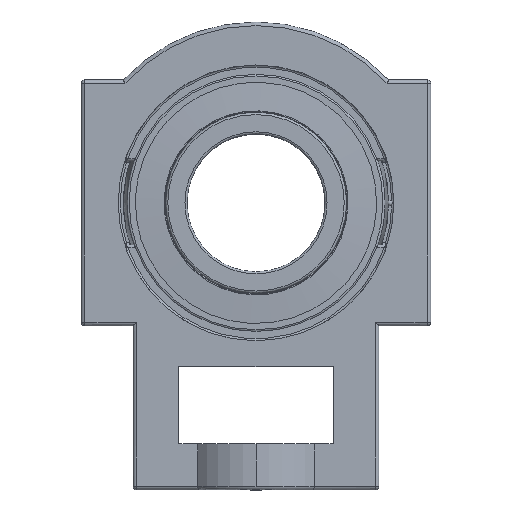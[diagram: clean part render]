
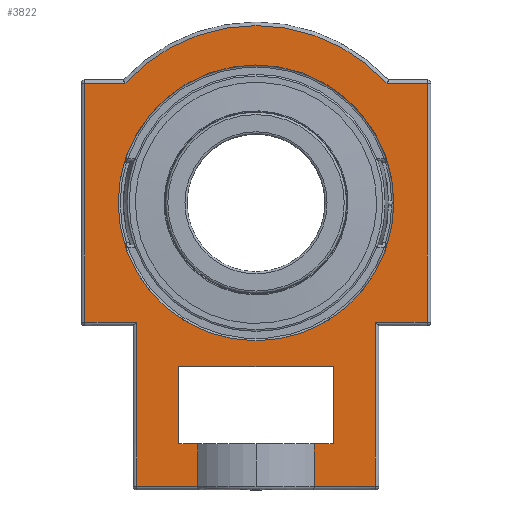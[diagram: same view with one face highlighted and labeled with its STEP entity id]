
A CAD part, top view. The second image highlights one B-rep face of the part: STEP entity #3822.
In plain terms, the highlighted planar face has unit normal (0, 0, 1).
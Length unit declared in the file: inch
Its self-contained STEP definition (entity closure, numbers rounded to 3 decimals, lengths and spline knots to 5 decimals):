
#2124=CARTESIAN_POINT('',(-0.,-2.25138,0.82677));
#2125=VERTEX_POINT('',#2124);
#2132=CARTESIAN_POINT('',(0.,0.,0.82677));
#2133=DIRECTION('',(0.,0.,-1.));
#2134=DIRECTION('',(0.,1.,0.));
#2135=AXIS2_PLACEMENT_3D('',#2132,#2133,#2134);
#2136=CIRCLE('',#2135,2.25138);
#2137=EDGE_CURVE('',#2125,#2125,#2136,.T.);
#2221=CARTESIAN_POINT('',(-2.79528,1.94882,0.82677));
#2222=VERTEX_POINT('',#2221);
#2247=CARTESIAN_POINT('',(2.79528,1.94882,0.82677));
#2248=VERTEX_POINT('',#2247);
#2291=CARTESIAN_POINT('',(-2.79528,-1.94882,0.82677));
#2292=VERTEX_POINT('',#2291);
#2317=CARTESIAN_POINT('',(2.79528,-1.94882,0.82677));
#2318=VERTEX_POINT('',#2317);
#2359=CARTESIAN_POINT('',(1.94882,-1.94882,0.82677));
#2360=VERTEX_POINT('',#2359);
#2361=CARTESIAN_POINT('',(1.45776,-1.94882,0.82677));
#2362=DIRECTION('',(-1.,0.,0.));
#2363=VECTOR('',#2362,0.33325);
#2364=LINE('',#2361,#2363);
#2365=EDGE_CURVE('',#2318,#2360,#2364,.T.);
#2382=CARTESIAN_POINT('',(-1.94882,-4.62598,0.82677));
#2383=VERTEX_POINT('',#2382);
#2417=CARTESIAN_POINT('',(1.94882,-4.62598,0.82677));
#2418=VERTEX_POINT('',#2417);
#3187=CARTESIAN_POINT('',(0.95061,-4.62598,0.82677));
#3188=VERTEX_POINT('',#3187);
#3189=CARTESIAN_POINT('',(0.08318,-4.62598,0.82677));
#3190=DIRECTION('',(-1.,0.,0.));
#3191=VECTOR('',#3190,0.393);
#3192=LINE('',#3189,#3191);
#3193=EDGE_CURVE('',#2418,#3188,#3192,.T.);
#3220=CARTESIAN_POINT('',(1.94882,-2.14397,0.82677));
#3221=DIRECTION('',(0.,-1.,0.));
#3222=VECTOR('',#3221,1.054);
#3223=LINE('',#3220,#3222);
#3224=EDGE_CURVE('',#2360,#2418,#3223,.T.);
#3275=CARTESIAN_POINT('',(-1.94882,-1.94882,0.82677));
#3276=VERTEX_POINT('',#3275);
#3277=CARTESIAN_POINT('',(-1.94882,-3.19797,0.82677));
#3278=DIRECTION('',(0.,1.,0.));
#3279=VECTOR('',#3278,1.054);
#3280=LINE('',#3277,#3279);
#3281=EDGE_CURVE('',#2383,#3276,#3280,.T.);
#3298=CARTESIAN_POINT('',(-0.95061,-4.62598,0.82677));
#3299=VERTEX_POINT('',#3298);
#3300=CARTESIAN_POINT('',(-1.05832,-4.62598,0.82677));
#3301=DIRECTION('',(-1.,0.,0.));
#3302=VECTOR('',#3301,0.393);
#3303=LINE('',#3300,#3302);
#3304=EDGE_CURVE('',#3299,#2383,#3303,.T.);
#3373=CARTESIAN_POINT('',(-1.88397,-1.94882,0.82677));
#3374=DIRECTION('',(-1.,0.,0.));
#3375=VECTOR('',#3374,0.33325);
#3376=LINE('',#3373,#3375);
#3377=EDGE_CURVE('',#3276,#2292,#3376,.T.);
#3435=CARTESIAN_POINT('',(2.79528,0.40501,0.82677));
#3436=DIRECTION('',(0.,-1.,0.));
#3437=VECTOR('',#3436,1.5345);
#3438=LINE('',#3435,#3437);
#3439=EDGE_CURVE('',#2248,#2318,#3438,.T.);
#3489=CARTESIAN_POINT('',(-2.79528,-1.12949,0.82677));
#3490=DIRECTION('',(0.,1.,0.));
#3491=VECTOR('',#3490,1.5345);
#3492=LINE('',#3489,#3491);
#3493=EDGE_CURVE('',#2292,#2222,#3492,.T.);
#3535=CARTESIAN_POINT('',(2.13907,1.94882,0.82677));
#3536=VERTEX_POINT('',#3535);
#3537=CARTESIAN_POINT('',(1.22323,1.94882,0.82677));
#3538=DIRECTION('',(1.,0.,-0.));
#3539=VECTOR('',#3538,0.25835);
#3540=LINE('',#3537,#3539);
#3541=EDGE_CURVE('',#3536,#2248,#3540,.T.);
#3618=CARTESIAN_POINT('',(-2.13907,1.94882,0.82677));
#3619=VERTEX_POINT('',#3618);
#3620=CARTESIAN_POINT('',(-2.24103,1.94882,0.82677));
#3621=DIRECTION('',(1.,0.,-0.));
#3622=VECTOR('',#3621,0.25835);
#3623=LINE('',#3620,#3622);
#3624=EDGE_CURVE('',#2222,#3619,#3623,.T.);
#3651=CARTESIAN_POINT('',(0.,0.,0.82677));
#3652=DIRECTION('',(0.,0.,-1.));
#3653=DIRECTION('',(0.,1.,0.));
#3654=AXIS2_PLACEMENT_3D('',#3651,#3652,#3653);
#3655=CIRCLE('',#3654,2.8937);
#3656=EDGE_CURVE('',#3619,#3536,#3655,.T.);
#3747=CARTESIAN_POINT('',(-1.2526,-1.19493,0.82677));
#3748=DIRECTION('',(0.,0.,1.));
#3749=DIRECTION('',(1.,0.,0.));
#3750=AXIS2_PLACEMENT_3D('',#3747,#3748,#3749);
#3751=PLANE('',#3750);
#3752=ORIENTED_EDGE('',*,*,#3193,.F.);
#3753=ORIENTED_EDGE('',*,*,#3224,.F.);
#3754=ORIENTED_EDGE('',*,*,#2365,.F.);
#3755=ORIENTED_EDGE('',*,*,#3439,.F.);
#3756=ORIENTED_EDGE('',*,*,#3541,.F.);
#3757=ORIENTED_EDGE('',*,*,#3656,.F.);
#3758=ORIENTED_EDGE('',*,*,#3624,.F.);
#3759=ORIENTED_EDGE('',*,*,#3493,.F.);
#3760=ORIENTED_EDGE('',*,*,#3377,.F.);
#3761=ORIENTED_EDGE('',*,*,#3281,.F.);
#3762=ORIENTED_EDGE('',*,*,#3304,.F.);
#3763=CARTESIAN_POINT('',(-0.95061,-3.93701,0.82677));
#3764=VERTEX_POINT('',#3763);
#3765=CARTESIAN_POINT('',(-0.95061,-4.43502,0.82677));
#3766=DIRECTION('',(0.,1.,0.));
#3767=VECTOR('',#3766,0.27125);
#3768=LINE('',#3765,#3767);
#3769=EDGE_CURVE('',#3299,#3764,#3768,.T.);
#3770=ORIENTED_EDGE('',*,*,#3769,.T.);
#3771=CARTESIAN_POINT('',(-1.25984,-3.93701,0.82677));
#3772=VERTEX_POINT('',#3771);
#3773=CARTESIAN_POINT('',(-1.25984,-3.93701,0.82677));
#3774=DIRECTION('',(1.,0.,-0.));
#3775=VECTOR('',#3774,0.12175);
#3776=LINE('',#3773,#3775);
#3777=EDGE_CURVE('',#3772,#3764,#3776,.T.);
#3778=ORIENTED_EDGE('',*,*,#3777,.F.);
#3779=CARTESIAN_POINT('',(-1.25984,-2.67717,0.82677));
#3780=VERTEX_POINT('',#3779);
#3781=CARTESIAN_POINT('',(-1.25984,-2.67717,0.82677));
#3782=DIRECTION('',(0.,-1.,0.));
#3783=VECTOR('',#3782,0.496);
#3784=LINE('',#3781,#3783);
#3785=EDGE_CURVE('',#3780,#3772,#3784,.T.);
#3786=ORIENTED_EDGE('',*,*,#3785,.F.);
#3787=CARTESIAN_POINT('',(1.25984,-2.67717,0.82677));
#3788=VERTEX_POINT('',#3787);
#3789=CARTESIAN_POINT('',(0.496,-2.67717,0.82677));
#3790=DIRECTION('',(-1.,0.,0.));
#3791=VECTOR('',#3790,0.992);
#3792=LINE('',#3789,#3791);
#3793=EDGE_CURVE('',#3788,#3780,#3792,.T.);
#3794=ORIENTED_EDGE('',*,*,#3793,.F.);
#3795=CARTESIAN_POINT('',(1.25984,-3.93701,0.82677));
#3796=VERTEX_POINT('',#3795);
#3797=CARTESIAN_POINT('',(1.25984,-3.17317,0.82677));
#3798=DIRECTION('',(0.,1.,0.));
#3799=VECTOR('',#3798,0.496);
#3800=LINE('',#3797,#3799);
#3801=EDGE_CURVE('',#3796,#3788,#3800,.T.);
#3802=ORIENTED_EDGE('',*,*,#3801,.F.);
#3803=CARTESIAN_POINT('',(0.95061,-3.93701,0.82677));
#3804=VERTEX_POINT('',#3803);
#3805=CARTESIAN_POINT('',(-0.38959,-3.93701,0.82677));
#3806=DIRECTION('',(1.,0.,-0.));
#3807=VECTOR('',#3806,0.12175);
#3808=LINE('',#3805,#3807);
#3809=EDGE_CURVE('',#3804,#3796,#3808,.T.);
#3810=ORIENTED_EDGE('',*,*,#3809,.F.);
#3811=CARTESIAN_POINT('',(0.95061,-4.16377,0.82677));
#3812=DIRECTION('',(0.,-1.,0.));
#3813=VECTOR('',#3812,0.27125);
#3814=LINE('',#3811,#3813);
#3815=EDGE_CURVE('',#3804,#3188,#3814,.T.);
#3816=ORIENTED_EDGE('',*,*,#3815,.T.);
#3817=EDGE_LOOP('',(#3752,#3753,#3754,#3755,#3756,#3757,#3758,#3759,#3760,#3761,#3762,#3770,#3778,#3786,#3794,#3802,#3810,#3816));
#3818=FACE_BOUND('',#3817,.T.);
#3819=ORIENTED_EDGE('',*,*,#2137,.T.);
#3820=EDGE_LOOP('',(#3819));
#3821=FACE_BOUND('',#3820,.T.);
#3822=ADVANCED_FACE('',(#3818,#3821),#3751,.T.);
